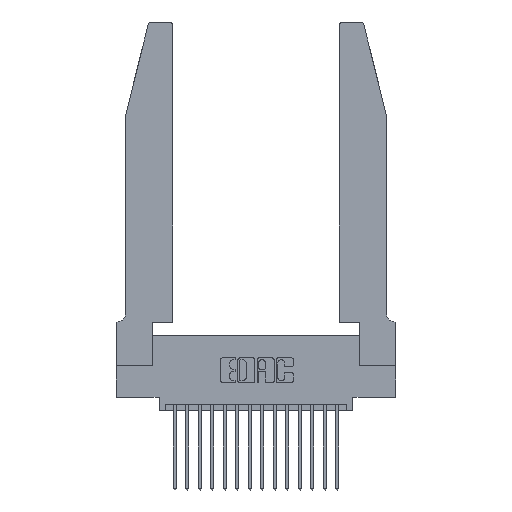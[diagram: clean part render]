
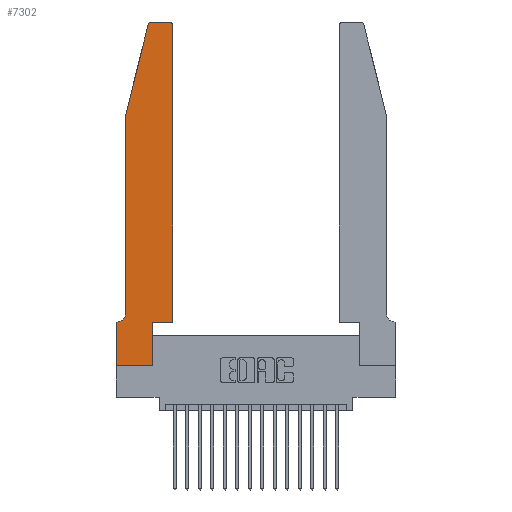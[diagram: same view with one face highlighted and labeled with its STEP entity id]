
A CAD part, top view. The second image highlights one B-rep face of the part: STEP entity #7302.
In plain terms, the highlighted planar face has unit normal (0, 0, 1).
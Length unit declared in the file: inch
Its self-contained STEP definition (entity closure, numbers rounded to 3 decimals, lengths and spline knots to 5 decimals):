
#8 = VECTOR ( 'NONE', #17119, 39.37008 ) ;
#38 = VERTEX_POINT ( 'NONE', #1421 ) ;
#259 = AXIS2_PLACEMENT_3D ( 'NONE', #19192, #10277, #997 ) ;
#263 = EDGE_CURVE ( 'NONE', #38, #10114, #18162, .T. ) ;
#278 = CARTESIAN_POINT ( 'NONE',  ( 0.2865, 0.35, 0.37 ) ) ;
#394 = DIRECTION ( 'NONE',  ( -1., 0., 0. ) ) ;
#487 = DIRECTION ( 'NONE',  ( 0., -1., 0. ) ) ;
#997 = DIRECTION ( 'NONE',  ( -1., 0., 0. ) ) ;
#1421 = CARTESIAN_POINT ( 'NONE',  ( 0.2865, 0., 0.37 ) ) ;
#1479 = DIRECTION ( 'NONE',  ( 0., 1., 0. ) ) ;
#1600 = ORIENTED_EDGE ( 'NONE', *, *, #18471, .T. ) ;
#1603 = DIRECTION ( 'NONE',  ( 0., 0., 1. ) ) ;
#1612 = LINE ( 'NONE', #11618, #17309 ) ;
#2766 = EDGE_CURVE ( 'NONE', #5172, #14097, #19490, .T. ) ;
#3241 = CARTESIAN_POINT ( 'NONE',  ( 0.2865, 0.35, 0.37 ) ) ;
#3554 = ORIENTED_EDGE ( 'NONE', *, *, #6590, .T. ) ;
#3570 = CARTESIAN_POINT ( 'NONE',  ( 0.284, 2.75, 0.37 ) ) ;
#3864 = DIRECTION ( 'NONE',  ( 1., 0., 0. ) ) ;
#3924 = VECTOR ( 'NONE', #18885, 39.37008 ) ;
#4073 = ORIENTED_EDGE ( 'NONE', *, *, #2766, .T. ) ;
#4580 = PLANE ( 'NONE',  #14703 ) ;
#4722 = DIRECTION ( 'NONE',  ( 0., 0., 1. ) ) ;
#4782 = VERTEX_POINT ( 'NONE', #18829 ) ;
#4794 = VERTEX_POINT ( 'NONE', #17278 ) ;
#5172 = VERTEX_POINT ( 'NONE', #9577 ) ;
#5258 = VERTEX_POINT ( 'NONE', #12733 ) ;
#5472 = CARTESIAN_POINT ( 'NONE',  ( 0., 0., 0.37 ) ) ;
#5770 = ORIENTED_EDGE ( 'NONE', *, *, #16240, .T. ) ;
#6259 = ORIENTED_EDGE ( 'NONE', *, *, #18730, .T. ) ;
#6590 = EDGE_CURVE ( 'NONE', #10114, #4782, #9378, .T. ) ;
#6697 = LINE ( 'NONE', #18605, #9324 ) ;
#6905 = AXIS2_PLACEMENT_3D ( 'NONE', #13818, #4722, #15306 ) ;
#7021 = CARTESIAN_POINT ( 'NONE',  ( 0.0755, 0.42, 0.37 ) ) ;
#7048 = LINE ( 'NONE', #5472, #15037 ) ;
#7099 = DIRECTION ( 'NONE',  ( 0., 1., 0. ) ) ;
#7129 = LINE ( 'NONE', #10156, #18588 ) ;
#7302 = ADVANCED_FACE ( 'NONE', ( #14037 ), #4580, .T. ) ;
#7557 = CIRCLE ( 'NONE', #259, 0.07 ) ;
#7611 = VECTOR ( 'NONE', #487, 39.37008 ) ;
#7699 = DIRECTION ( 'NONE',  ( 1., 0., 0. ) ) ;
#8189 = CARTESIAN_POINT ( 'NONE',  ( 0.25487, 2.72718, 0.37 ) ) ;
#8656 = DIRECTION ( 'NONE',  ( -1., 0., 0. ) ) ;
#8765 = LINE ( 'NONE', #15626, #8 ) ;
#8852 = EDGE_CURVE ( 'NONE', #14097, #17336, #6697, .T. ) ;
#9324 = VECTOR ( 'NONE', #394, 39.37008 ) ;
#9378 = LINE ( 'NONE', #13014, #17780 ) ;
#9577 = CARTESIAN_POINT ( 'NONE',  ( 0.4505, 2.72, 0.37 ) ) ;
#9760 = VECTOR ( 'NONE', #1479, 39.37008 ) ;
#10114 = VERTEX_POINT ( 'NONE', #278 ) ;
#10156 = CARTESIAN_POINT ( 'NONE',  ( 0.4505, 0.35, 0.37 ) ) ;
#10277 = DIRECTION ( 'NONE',  ( 0., 0., -1. ) ) ;
#10390 = EDGE_CURVE ( 'NONE', #17336, #17325, #19291, .T. ) ;
#10453 = CARTESIAN_POINT ( 'NONE',  ( 0.4205, 2.75, 0.37 ) ) ;
#10610 = EDGE_CURVE ( 'NONE', #14110, #38, #7048, .T. ) ;
#10620 = VERTEX_POINT ( 'NONE', #7021 ) ;
#10778 = ORIENTED_EDGE ( 'NONE', *, *, #11892, .T. ) ;
#10839 = CARTESIAN_POINT ( 'NONE',  ( 0.4205, 2.72, 0.37 ) ) ;
#11152 = LINE ( 'NONE', #18703, #7611 ) ;
#11618 = CARTESIAN_POINT ( 'NONE',  ( 0.0755, 0.35, 0.37 ) ) ;
#11892 = EDGE_CURVE ( 'NONE', #5258, #18676, #1612, .T. ) ;
#12366 = DIRECTION ( 'NONE',  ( 1., 0., 0. ) ) ;
#12536 = LINE ( 'NONE', #17384, #3924 ) ;
#12733 = CARTESIAN_POINT ( 'NONE',  ( 0.0055, 0.35, 0.37 ) ) ;
#13014 = CARTESIAN_POINT ( 'NONE',  ( 0.4505, 0.35, 0.37 ) ) ;
#13364 = ORIENTED_EDGE ( 'NONE', *, *, #10390, .T. ) ;
#13818 = CARTESIAN_POINT ( 'NONE',  ( 0.284, 2.72, 0.37 ) ) ;
#14037 = FACE_OUTER_BOUND ( 'NONE', #17219, .T. ) ;
#14097 = VERTEX_POINT ( 'NONE', #10453 ) ;
#14110 = VERTEX_POINT ( 'NONE', #19367 ) ;
#14535 = AXIS2_PLACEMENT_3D ( 'NONE', #10839, #1603, #12366 ) ;
#14703 = AXIS2_PLACEMENT_3D ( 'NONE', #15172, #16676, #7699 ) ;
#14751 = ORIENTED_EDGE ( 'NONE', *, *, #17362, .T. ) ;
#15037 = VECTOR ( 'NONE', #16033, 39.37008 ) ;
#15172 = CARTESIAN_POINT ( 'NONE',  ( 0., 0.35, 0.37 ) ) ;
#15290 = EDGE_CURVE ( 'NONE', #4782, #5172, #7129, .T. ) ;
#15306 = DIRECTION ( 'NONE',  ( 1., 0., 0. ) ) ;
#15626 = CARTESIAN_POINT ( 'NONE',  ( 0.0755, 2., 0.37 ) ) ;
#16033 = DIRECTION ( 'NONE',  ( 1., 0., 0. ) ) ;
#16152 = CARTESIAN_POINT ( 'NONE',  ( 0., 0.35, 0.37 ) ) ;
#16240 = EDGE_CURVE ( 'NONE', #4794, #10620, #12536, .T. ) ;
#16676 = DIRECTION ( 'NONE',  ( 0., 0., 1. ) ) ;
#16835 = ORIENTED_EDGE ( 'NONE', *, *, #8852, .T. ) ;
#17119 = DIRECTION ( 'NONE',  ( -0.239, -0.971, 0. ) ) ;
#17219 = EDGE_LOOP ( 'NONE', ( #16835, #13364, #1600, #5770, #6259, #10778, #14751, #18686, #19170, #3554, #19632, #4073 ) ) ;
#17278 = CARTESIAN_POINT ( 'NONE',  ( 0.0755, 2., 0.37 ) ) ;
#17309 = VECTOR ( 'NONE', #8656, 39.37008 ) ;
#17325 = VERTEX_POINT ( 'NONE', #8189 ) ;
#17336 = VERTEX_POINT ( 'NONE', #3570 ) ;
#17362 = EDGE_CURVE ( 'NONE', #18676, #14110, #11152, .T. ) ;
#17384 = CARTESIAN_POINT ( 'NONE',  ( 0.0755, 2., 0.37 ) ) ;
#17780 = VECTOR ( 'NONE', #3864, 39.37008 ) ;
#18162 = LINE ( 'NONE', #3241, #9760 ) ;
#18471 = EDGE_CURVE ( 'NONE', #17325, #4794, #8765, .T. ) ;
#18588 = VECTOR ( 'NONE', #7099, 39.37008 ) ;
#18605 = CARTESIAN_POINT ( 'NONE',  ( 0.2605, 2.75, 0.37 ) ) ;
#18676 = VERTEX_POINT ( 'NONE', #16152 ) ;
#18686 = ORIENTED_EDGE ( 'NONE', *, *, #10610, .T. ) ;
#18703 = CARTESIAN_POINT ( 'NONE',  ( 0., 0., 0.37 ) ) ;
#18730 = EDGE_CURVE ( 'NONE', #10620, #5258, #7557, .T. ) ;
#18829 = CARTESIAN_POINT ( 'NONE',  ( 0.4505, 0.35, 0.37 ) ) ;
#18885 = DIRECTION ( 'NONE',  ( 0., -1., 0. ) ) ;
#19170 = ORIENTED_EDGE ( 'NONE', *, *, #263, .T. ) ;
#19192 = CARTESIAN_POINT ( 'NONE',  ( 0.0055, 0.42, 0.37 ) ) ;
#19291 = CIRCLE ( 'NONE', #6905, 0.03 ) ;
#19367 = CARTESIAN_POINT ( 'NONE',  ( 0., 0., 0.37 ) ) ;
#19490 = CIRCLE ( 'NONE', #14535, 0.03 ) ;
#19632 = ORIENTED_EDGE ( 'NONE', *, *, #15290, .T. ) ;
